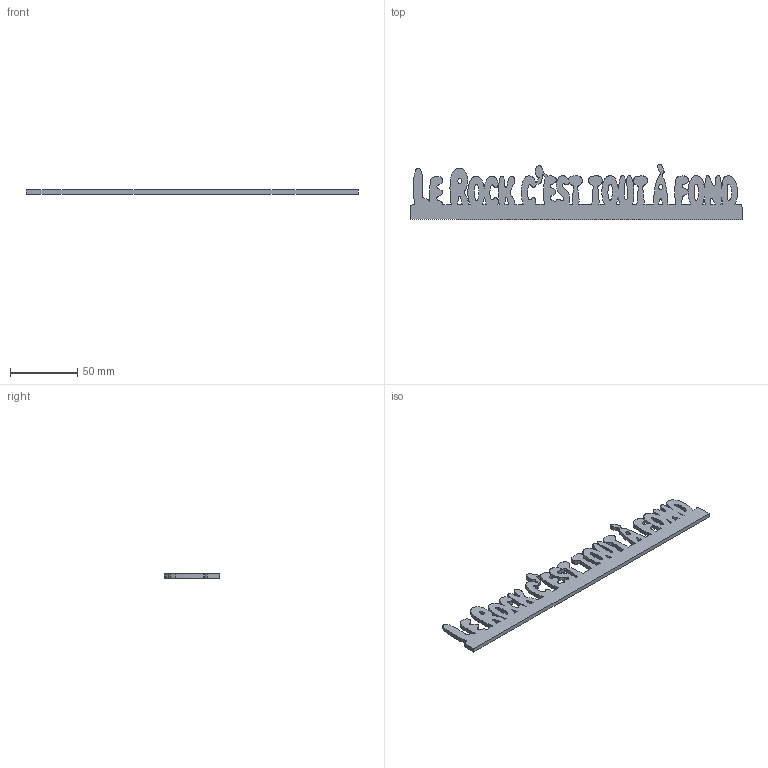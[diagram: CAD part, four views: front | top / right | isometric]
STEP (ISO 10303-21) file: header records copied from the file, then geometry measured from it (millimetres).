
FILE_DESCRIPTION(/* description */ (''),/* implementation_level */ '2;1');
FILE_NAME(/* name */ 'rock v5.step',/* time_stamp */ '2018-07-05T15:20:36+02:00',/* author */ ('seb.bougeard'),/* organization */ (''),/* preprocessor_version */ 'ST-DEVELOPER v17',/* originating_system */ 'Autodesk Translation Framework v7.1.0.215',/* authorisation */ '');
FILE_SCHEMA (('AUTOMOTIVE_DESIGN { 1 0 10303 214 3 1 1 }'));
Length unit declared in the file: millimetre
Products named in the file (1): rock
Bounding box: 246.47 x 41.47 x 3 mm (x, y, z)
Volume: 18411.5 mm3; surface area: 17052.1 mm2
Topology: 1 solids, 1 shells, 360 faces, 1076 edges, 718 vertices
Faces by surface type: bspline 329, plane 31
Entity records: 12944 total; most frequent: CARTESIAN_POINT 6604, ORIENTED_EDGE 2152, EDGE_CURVE 1076, VERTEX_POINT 718, DIRECTION 424, EDGE_LOOP 394, FACE_OUTER_BOUND 360, LINE 360
